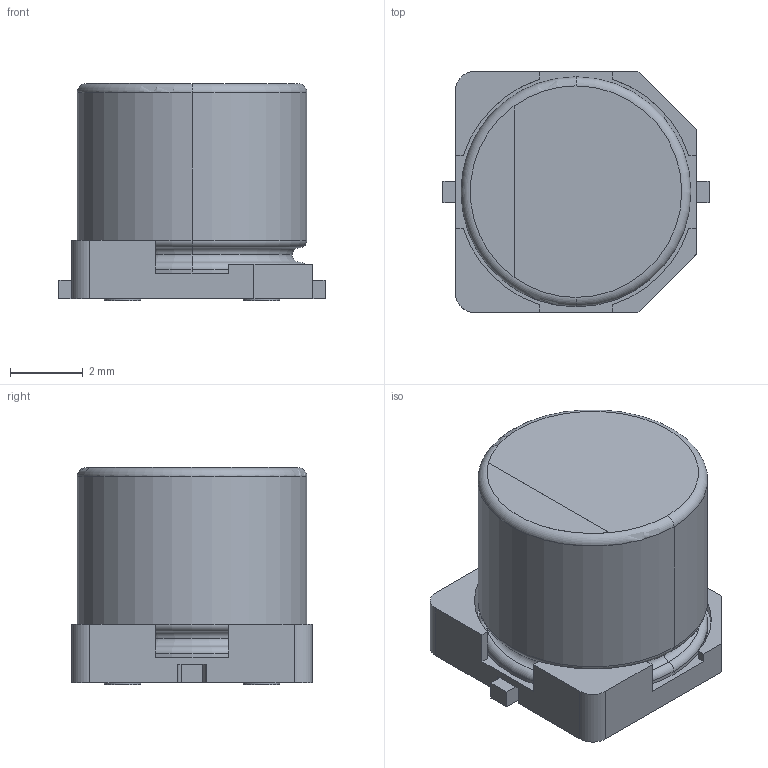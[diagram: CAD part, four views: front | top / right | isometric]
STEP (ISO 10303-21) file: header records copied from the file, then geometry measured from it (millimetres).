
FILE_DESCRIPTION (( 'STEP AP214' ), '1' );
FILE_NAME ('APXE160ARA680MF61G.STEP', '2014-12-11T11:28:32', ( 'Moshe' ), ( 'Microsoft' ), 'SwSTEP 2.0', 'SolidWorks 2011', '' );
FILE_SCHEMA (( 'AUTOMOTIVE_DESIGN' ));
Length unit declared in the file: millimetre
Products named in the file (1): APXE160ARA680MF61G
Bounding box: 7.3 x 6.6 x 5.95 mm (x, y, z)
Volume: 191.9 mm3; surface area: 239.4 mm2
Topology: 1 solids, 1 shells, 84 faces, 209 edges, 132 vertices
Faces by surface type: plane 49, cylinder 25, torus 10
Entity records: 3034 total; most frequent: DIRECTION 456, CARTESIAN_POINT 426, ORIENTED_EDGE 418, EDGE_CURVE 209, AXIS2_PLACEMENT_3D 162, LINE 132, VERTEX_POINT 132, VECTOR 132
